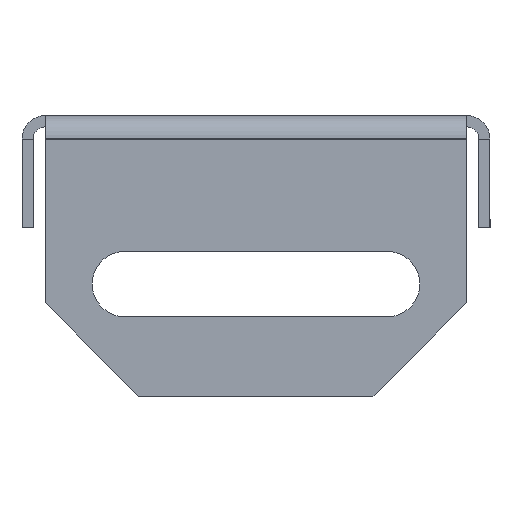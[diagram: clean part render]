
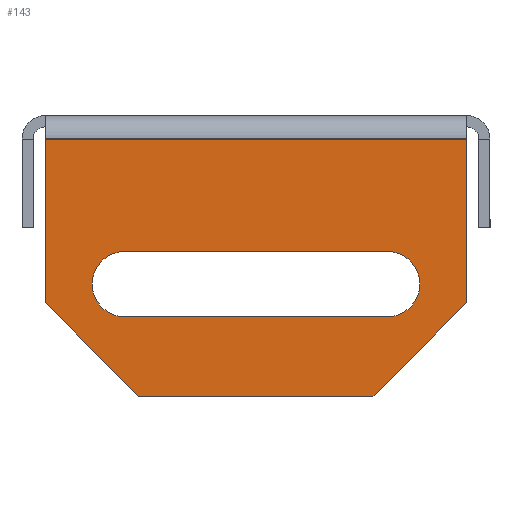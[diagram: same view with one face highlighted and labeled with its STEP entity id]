
A CAD part, left-side view. The second image highlights one B-rep face of the part: STEP entity #143.
In plain terms, the highlighted planar face has unit normal (-1, 0, 0).
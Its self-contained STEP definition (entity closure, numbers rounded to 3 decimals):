
#143 = ADVANCED_FACE ( 'NONE', ( #6345, #9893 ), #7169, .F. ) ;
#254 = LINE ( 'NONE', #2862, #9496 ) ;
#877 = EDGE_CURVE ( 'NONE', #2584, #1695, #5389, .T. ) ;
#898 = VECTOR ( 'NONE', #7195, 1000. ) ;
#940 = VERTEX_POINT ( 'NONE', #4523 ) ;
#1058 = CARTESIAN_POINT ( 'NONE',  ( -259., -14., -21.5 ) ) ;
#1283 = AXIS2_PLACEMENT_3D ( 'NONE', #9836, #8096, #5478 ) ;
#1354 = ORIENTED_EDGE ( 'NONE', *, *, #877, .T. ) ;
#1479 = CARTESIAN_POINT ( 'NONE',  ( -259., 12.5, -30. ) ) ;
#1535 = EDGE_CURVE ( 'NONE', #1712, #4041, #5409, .T. ) ;
#1695 = VERTEX_POINT ( 'NONE', #1479 ) ;
#1712 = VERTEX_POINT ( 'NONE', #2466 ) ;
#1744 = CARTESIAN_POINT ( 'NONE',  ( -259., -22.5, -20. ) ) ;
#1835 = EDGE_CURVE ( 'NONE', #940, #4185, #4249, .T. ) ;
#1944 = VECTOR ( 'NONE', #2883, 1000. ) ;
#2158 = VERTEX_POINT ( 'NONE', #9061 ) ;
#2200 = CARTESIAN_POINT ( 'NONE',  ( -259., 14., -14.5 ) ) ;
#2355 = CARTESIAN_POINT ( 'NONE',  ( -259., -22.5, -2.5 ) ) ;
#2453 = ORIENTED_EDGE ( 'NONE', *, *, #5429, .T. ) ;
#2466 = CARTESIAN_POINT ( 'NONE',  ( -259., 14., -21.5 ) ) ;
#2584 = VERTEX_POINT ( 'NONE', #5945 ) ;
#2862 = CARTESIAN_POINT ( 'NONE',  ( -259., 0., -30. ) ) ;
#2883 = DIRECTION ( 'NONE',  ( 0., 1., 0. ) ) ;
#3374 = ORIENTED_EDGE ( 'NONE', *, *, #7969, .T. ) ;
#3501 = EDGE_CURVE ( 'NONE', #1695, #7585, #254, .T. ) ;
#3782 = DIRECTION ( 'NONE',  ( 0., -1., 0. ) ) ;
#4041 = VERTEX_POINT ( 'NONE', #1058 ) ;
#4185 = VERTEX_POINT ( 'NONE', #7474 ) ;
#4249 = LINE ( 'NONE', #2355, #7652 ) ;
#4487 = CARTESIAN_POINT ( 'NONE',  ( -259., 14., -21.5 ) ) ;
#4523 = CARTESIAN_POINT ( 'NONE',  ( -259., 22.5, -2.5 ) ) ;
#4552 = LINE ( 'NONE', #8097, #1944 ) ;
#4579 = CARTESIAN_POINT ( 'NONE',  ( -259., -14., -18. ) ) ;
#4989 = DIRECTION ( 'NONE',  ( 0., 0., -1. ) ) ;
#5001 = EDGE_CURVE ( 'NONE', #940, #2584, #11213, .T. ) ;
#5055 = ORIENTED_EDGE ( 'NONE', *, *, #5001, .T. ) ;
#5059 = EDGE_CURVE ( 'NONE', #7680, #1712, #10631, .T. ) ;
#5086 = ORIENTED_EDGE ( 'NONE', *, *, #6119, .F. ) ;
#5389 = LINE ( 'NONE', #5450, #898 ) ;
#5409 = LINE ( 'NONE', #4487, #6917 ) ;
#5423 = CARTESIAN_POINT ( 'NONE',  ( -259., -22.5, 0. ) ) ;
#5429 = EDGE_CURVE ( 'NONE', #7585, #8406, #11430, .T. ) ;
#5450 = CARTESIAN_POINT ( 'NONE',  ( -259., 12.5, -30. ) ) ;
#5478 = DIRECTION ( 'NONE',  ( 0., 0., -1. ) ) ;
#5945 = CARTESIAN_POINT ( 'NONE',  ( -259., 22.5, -20. ) ) ;
#5946 = EDGE_CURVE ( 'NONE', #2158, #7680, #4552, .T. ) ;
#5997 = AXIS2_PLACEMENT_3D ( 'NONE', #4579, #6320, #8679 ) ;
#6119 = EDGE_CURVE ( 'NONE', #4041, #2158, #11006, .T. ) ;
#6168 = CARTESIAN_POINT ( 'NONE',  ( -259., -22.5, -20. ) ) ;
#6320 = DIRECTION ( 'NONE',  ( -1., 0., 0. ) ) ;
#6345 = FACE_BOUND ( 'NONE', #9535, .T. ) ;
#6351 = VECTOR ( 'NONE', #8818, 1000. ) ;
#6811 = DIRECTION ( 'NONE',  ( 0., -1., 0. ) ) ;
#6902 = ORIENTED_EDGE ( 'NONE', *, *, #1535, .F. ) ;
#6917 = VECTOR ( 'NONE', #8032, 1000. ) ;
#6983 = DIRECTION ( 'NONE',  ( 0., 0., 1. ) ) ;
#7143 = CARTESIAN_POINT ( 'NONE',  ( -259., 14., -18. ) ) ;
#7169 = PLANE ( 'NONE',  #1283 ) ;
#7195 = DIRECTION ( 'NONE',  ( 0., -0.707, -0.707 ) ) ;
#7474 = CARTESIAN_POINT ( 'NONE',  ( -259., -22.5, -2.5 ) ) ;
#7585 = VERTEX_POINT ( 'NONE', #9045 ) ;
#7652 = VECTOR ( 'NONE', #6811, 1000. ) ;
#7658 = VECTOR ( 'NONE', #4989, 1000. ) ;
#7680 = VERTEX_POINT ( 'NONE', #2200 ) ;
#7710 = ORIENTED_EDGE ( 'NONE', *, *, #5059, .F. ) ;
#7833 = ORIENTED_EDGE ( 'NONE', *, *, #1835, .F. ) ;
#7969 = EDGE_CURVE ( 'NONE', #8406, #4185, #9615, .T. ) ;
#8032 = DIRECTION ( 'NONE',  ( 0., -1., 0. ) ) ;
#8096 = DIRECTION ( 'NONE',  ( 1., 0., 0. ) ) ;
#8097 = CARTESIAN_POINT ( 'NONE',  ( -259., 14., -14.5 ) ) ;
#8288 = ORIENTED_EDGE ( 'NONE', *, *, #3501, .T. ) ;
#8406 = VERTEX_POINT ( 'NONE', #6168 ) ;
#8679 = DIRECTION ( 'NONE',  ( 0., 0., 1. ) ) ;
#8818 = DIRECTION ( 'NONE',  ( 0., -0.707, 0.707 ) ) ;
#9045 = CARTESIAN_POINT ( 'NONE',  ( -259., -12.5, -30. ) ) ;
#9061 = CARTESIAN_POINT ( 'NONE',  ( -259., -14., -14.5 ) ) ;
#9388 = VECTOR ( 'NONE', #10665, 1000. ) ;
#9496 = VECTOR ( 'NONE', #3782, 1000. ) ;
#9516 = AXIS2_PLACEMENT_3D ( 'NONE', #7143, #10687, #6983 ) ;
#9535 = EDGE_LOOP ( 'NONE', ( #6902, #7710, #10168, #5086 ) ) ;
#9615 = LINE ( 'NONE', #5423, #9388 ) ;
#9836 = CARTESIAN_POINT ( 'NONE',  ( -259., 0., 0. ) ) ;
#9893 = FACE_OUTER_BOUND ( 'NONE', #11318, .T. ) ;
#10168 = ORIENTED_EDGE ( 'NONE', *, *, #5946, .F. ) ;
#10460 = CARTESIAN_POINT ( 'NONE',  ( -259., 22.5, 0. ) ) ;
#10631 = CIRCLE ( 'NONE', #9516, 3.5 ) ;
#10665 = DIRECTION ( 'NONE',  ( 0., 0., 1. ) ) ;
#10687 = DIRECTION ( 'NONE',  ( -1., 0., 0. ) ) ;
#11006 = CIRCLE ( 'NONE', #5997, 3.5 ) ;
#11213 = LINE ( 'NONE', #10460, #7658 ) ;
#11318 = EDGE_LOOP ( 'NONE', ( #8288, #2453, #3374, #7833, #5055, #1354 ) ) ;
#11430 = LINE ( 'NONE', #1744, #6351 ) ;
